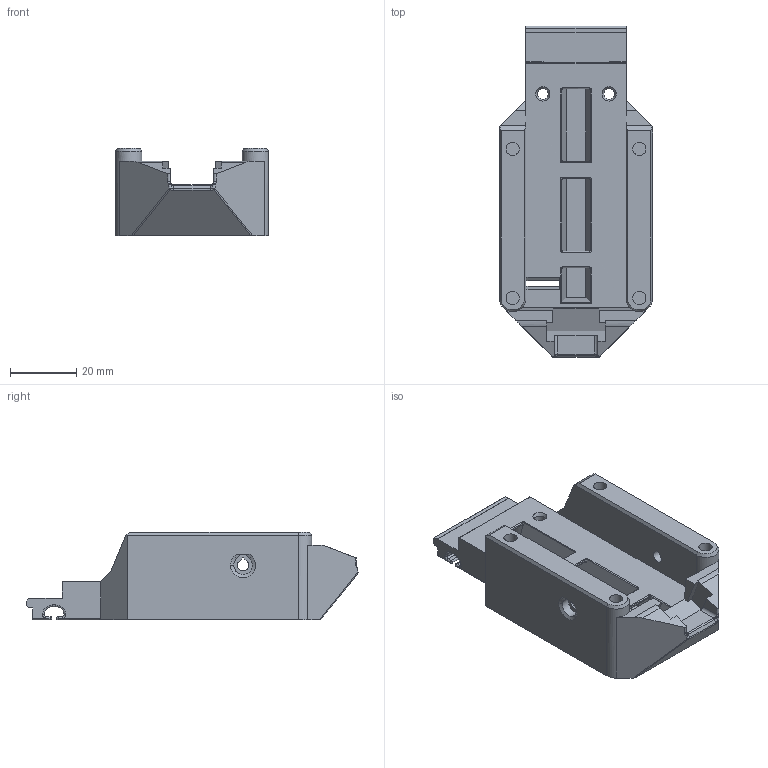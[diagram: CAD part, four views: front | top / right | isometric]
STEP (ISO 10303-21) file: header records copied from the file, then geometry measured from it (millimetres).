
FILE_DESCRIPTION(('HOOPS Exchange Step'),'2;1');
FILE_NAME('temp_export','2024-12-21T17:11:03+08:00',('27699'),('Shapr3D Limited'),'HOOPS Exchange 2024.6','Shapr3D','Authorized');
FILE_SCHEMA( ('AP242_MANAGED_MODEL_BASED_3D_ENGINEERING_MIM_LF {1 0 10303 442 1 1 4 }') );
Length unit declared in the file: millimetre
Products named in the file (1): 前端打印件
Bounding box: 46.2 x 100.18 x 26.5 mm (x, y, z)
Volume: 53297 mm3; surface area: 17459 mm2
Topology: 1 solids, 1 shells, 247 faces, 633 edges, 387 vertices
Faces by surface type: plane 100, cylinder 80, bspline 40, cone 11, sphere 8, torus 8
Full cylindrical faces by diameter (mm): 3.3 x2, 4 x4
Entity records: 11374 total; most frequent: CARTESIAN_POINT 5697, ORIENTED_EDGE 1258, DIRECTION 1049, EDGE_CURVE 629, VERTEX_POINT 387, AXIS2_PLACEMENT_3D 353, VECTOR 343, LINE 343
